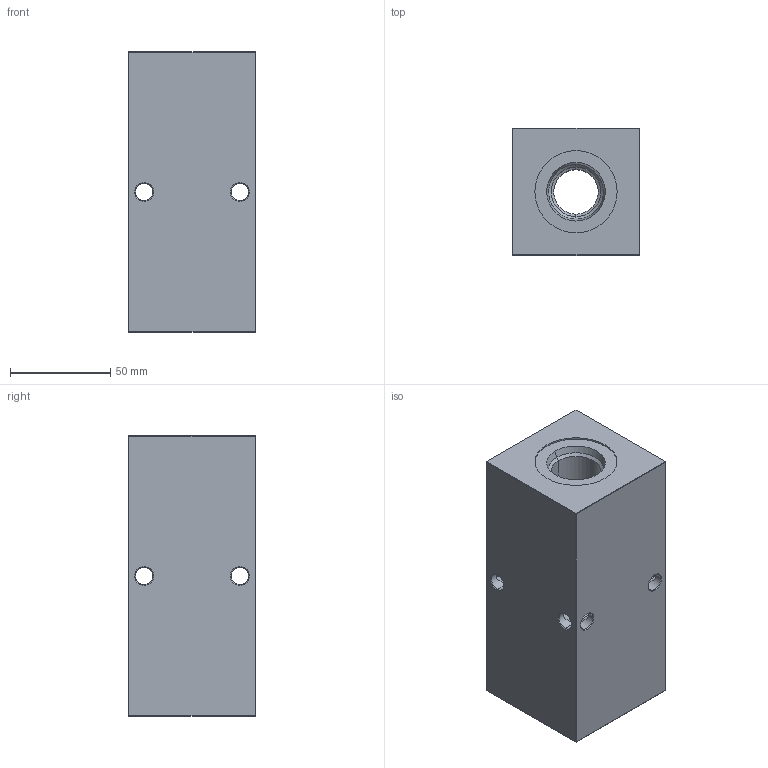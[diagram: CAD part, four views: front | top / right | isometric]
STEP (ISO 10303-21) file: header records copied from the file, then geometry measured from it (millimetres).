
FILE_DESCRIPTION (( 'STEP AP203' ), '1' );
FILE_NAME ('HM-2-0-S-12-6.STEP', '2020-10-23T19:39:47', ( '' ), ( '' ), 'SwSTEP 2.0', 'SolidWorks 2019', '' );
FILE_SCHEMA (( 'CONFIG_CONTROL_DESIGN' ));
Length unit declared in the file: inch
Products named in the file (1): HM-2-0-S-12-6
Bounding box: 63.5 x 63.5 x 139.7 mm (x, y, z)
Volume: 482565.3 mm3; surface area: 59173.6 mm2
Topology: 1 solids, 1 shells, 510 faces, 1327 edges, 856 vertices
Faces by surface type: plane 235, bspline 189, cylinder 46, cone 40
Entity records: 24714 total; most frequent: CARTESIAN_POINT 13459, ORIENTED_EDGE 2654, DIRECTION 1651, EDGE_CURVE 1327, VERTEX_POINT 856, LINE 811, VECTOR 811, EDGE_LOOP 569
